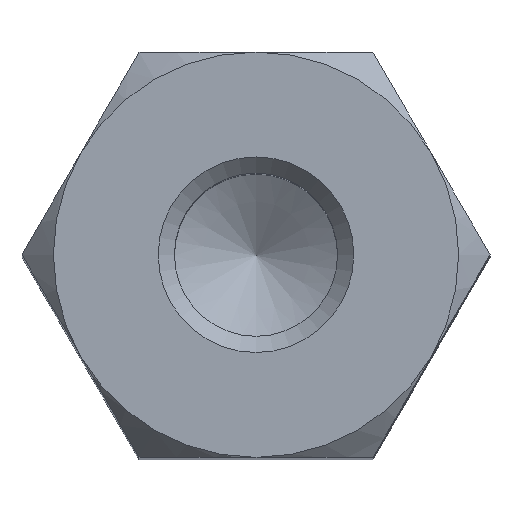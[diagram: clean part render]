
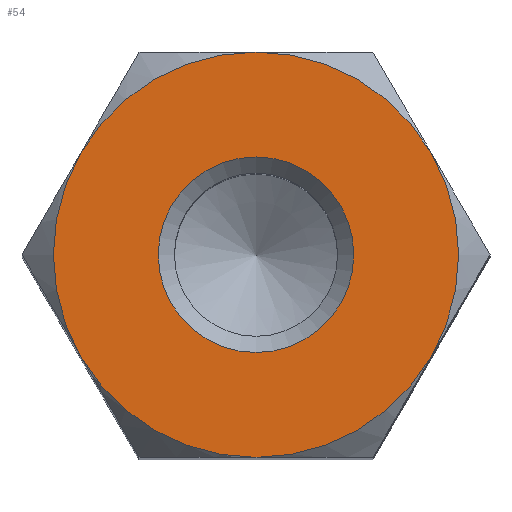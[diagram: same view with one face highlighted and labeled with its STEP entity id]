
A CAD part, top view. The second image highlights one B-rep face of the part: STEP entity #54.
In plain terms, the highlighted planar face has unit normal (0, 0, 1).
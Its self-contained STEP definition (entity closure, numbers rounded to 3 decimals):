
#54 = ADVANCED_FACE( '', ( #128, #129 ), #130, .T. );
#128 = FACE_BOUND( '', #229, .T. );
#129 = FACE_OUTER_BOUND( '', #230, .T. );
#130 = PLANE( '', #231 );
#229 = EDGE_LOOP( '', ( #328 ) );
#230 = EDGE_LOOP( '', ( #329, #330, #331, #332, #333, #334 ) );
#231 = AXIS2_PLACEMENT_3D( '', #335, #336, #337 );
#328 = ORIENTED_EDGE( '', *, *, #539, .T. );
#329 = ORIENTED_EDGE( '', *, *, #540, .F. );
#330 = ORIENTED_EDGE( '', *, *, #541, .F. );
#331 = ORIENTED_EDGE( '', *, *, #542, .F. );
#332 = ORIENTED_EDGE( '', *, *, #543, .T. );
#333 = ORIENTED_EDGE( '', *, *, #535, .F. );
#334 = ORIENTED_EDGE( '', *, *, #544, .F. );
#335 = CARTESIAN_POINT( '', ( 0., 0., 9. ) );
#336 = DIRECTION( '', ( 0., 0., 1. ) );
#337 = DIRECTION( '', ( 1., 0., 0. ) );
#535 = EDGE_CURVE( '', #615, #616, #617, .F. );
#539 = EDGE_CURVE( '', #622, #622, #623, .T. );
#540 = EDGE_CURVE( '', #624, #625, #626, .F. );
#541 = EDGE_CURVE( '', #627, #624, #628, .F. );
#542 = EDGE_CURVE( '', #629, #627, #630, .F. );
#543 = EDGE_CURVE( '', #629, #616, #631, .T. );
#544 = EDGE_CURVE( '', #625, #615, #632, .F. );
#615 = VERTEX_POINT( '', #725 );
#616 = VERTEX_POINT( '', #726 );
#617 = CIRCLE( '', #727, 2.5 );
#622 = VERTEX_POINT( '', #744 );
#623 = CIRCLE( '', #745, 1.207 );
#624 = VERTEX_POINT( '', #746 );
#625 = VERTEX_POINT( '', #747 );
#626 = CIRCLE( '', #748, 2.5 );
#627 = VERTEX_POINT( '', #749 );
#628 = CIRCLE( '', #750, 2.5 );
#629 = VERTEX_POINT( '', #751 );
#630 = CIRCLE( '', #752, 2.5 );
#631 = CIRCLE( '', #753, 2.5 );
#632 = CIRCLE( '', #754, 2.5 );
#725 = CARTESIAN_POINT( '', ( -2.165, -1.25, 9. ) );
#726 = CARTESIAN_POINT( '', ( -2.165, 1.25, 9. ) );
#727 = AXIS2_PLACEMENT_3D( '', #984, #985, #986 );
#744 = CARTESIAN_POINT( '', ( 0., 1.207, 9. ) );
#745 = AXIS2_PLACEMENT_3D( '', #987, #988, #989 );
#746 = CARTESIAN_POINT( '', ( 2.165, -1.25, 9. ) );
#747 = CARTESIAN_POINT( '', ( 0., -2.5, 9. ) );
#748 = AXIS2_PLACEMENT_3D( '', #990, #991, #992 );
#749 = CARTESIAN_POINT( '', ( 2.165, 1.25, 9. ) );
#750 = AXIS2_PLACEMENT_3D( '', #993, #994, #995 );
#751 = CARTESIAN_POINT( '', ( 0., 2.5, 9. ) );
#752 = AXIS2_PLACEMENT_3D( '', #996, #997, #998 );
#753 = AXIS2_PLACEMENT_3D( '', #999, #1000, #1001 );
#754 = AXIS2_PLACEMENT_3D( '', #1002, #1003, #1004 );
#984 = CARTESIAN_POINT( '', ( 0., 0., 9. ) );
#985 = DIRECTION( '', ( 0., 0., 1. ) );
#986 = DIRECTION( '', ( 1., 0., 0. ) );
#987 = CARTESIAN_POINT( '', ( 0., 0., 9. ) );
#988 = DIRECTION( '', ( 0., 0., -1. ) );
#989 = DIRECTION( '', ( 0., 1., 0. ) );
#990 = CARTESIAN_POINT( '', ( 0., 0., 9. ) );
#991 = DIRECTION( '', ( 0., 0., 1. ) );
#992 = DIRECTION( '', ( 1., 0., 0. ) );
#993 = CARTESIAN_POINT( '', ( 0., 0., 9. ) );
#994 = DIRECTION( '', ( 0., 0., 1. ) );
#995 = DIRECTION( '', ( 1., 0., 0. ) );
#996 = CARTESIAN_POINT( '', ( 0., 0., 9. ) );
#997 = DIRECTION( '', ( 0., 0., 1. ) );
#998 = DIRECTION( '', ( 1., 0., 0. ) );
#999 = CARTESIAN_POINT( '', ( 0., 0., 9. ) );
#1000 = DIRECTION( '', ( 0., 0., 1. ) );
#1001 = DIRECTION( '', ( 1., 0., 0. ) );
#1002 = CARTESIAN_POINT( '', ( 0., 0., 9. ) );
#1003 = DIRECTION( '', ( 0., 0., 1. ) );
#1004 = DIRECTION( '', ( 1., 0., 0. ) );
